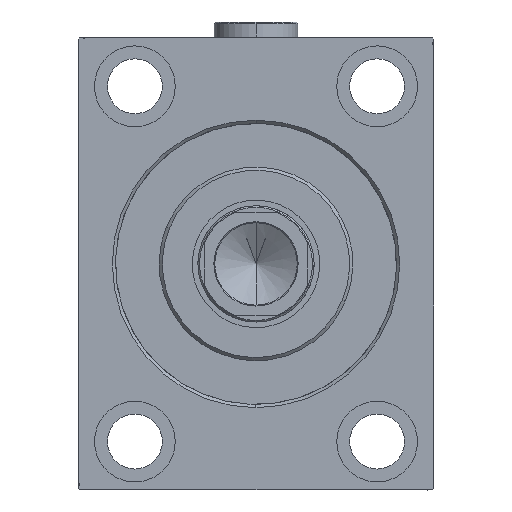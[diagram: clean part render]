
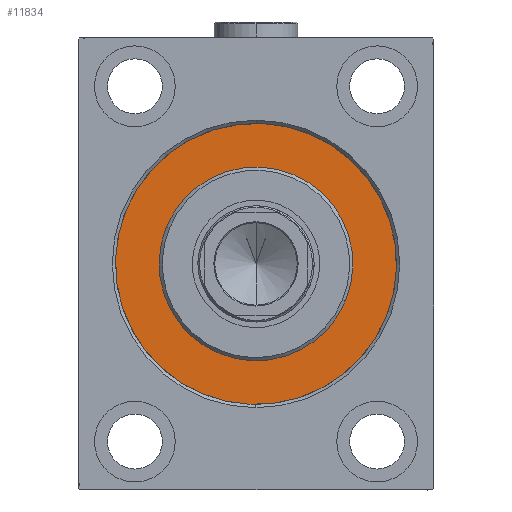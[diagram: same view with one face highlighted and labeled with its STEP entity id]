
A CAD part, left-side view. The second image highlights one B-rep face of the part: STEP entity #11834.
In plain terms, the highlighted face is planar.
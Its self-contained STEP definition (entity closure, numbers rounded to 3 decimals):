
#4062 = FACE_OUTER_BOUND ( 'NONE', #37500, .T. ) ;
#4332 = VERTEX_POINT ( 'NONE', #25086 ) ;
#4751 = CARTESIAN_POINT ( 'NONE',  ( 0., 0., 0. ) ) ;
#5613 = CARTESIAN_POINT ( 'NONE',  ( 0., 0., 0. ) ) ;
#7471 = VERTEX_POINT ( 'NONE', #12518 ) ;
#7586 = ORIENTED_EDGE ( 'NONE', *, *, #26470, .F. ) ;
#8191 = DIRECTION ( 'NONE',  ( -1., 0., 0. ) ) ;
#8521 = AXIS2_PLACEMENT_3D ( 'NONE', #38615, #45266, #41820 ) ;
#11405 = FACE_BOUND ( 'NONE', #17842, .T. ) ;
#11411 = CARTESIAN_POINT ( 'NONE',  ( 0., 0., 0. ) ) ;
#11834 = ADVANCED_FACE ( 'NONE', ( #11405, #4062 ), #28597, .F. ) ;
#12089 = DIRECTION ( 'NONE',  ( 0., 0., 1. ) ) ;
#12466 = VERTEX_POINT ( 'NONE', #33746 ) ;
#12518 = CARTESIAN_POINT ( 'NONE',  ( 0., 0., 43.5 ) ) ;
#14460 = ORIENTED_EDGE ( 'NONE', *, *, #24901, .F. ) ;
#15159 = VERTEX_POINT ( 'NONE', #26898 ) ;
#17842 = EDGE_LOOP ( 'NONE', ( #41707, #28552 ) ) ;
#18433 = CIRCLE ( 'NONE', #32344, 43.5 ) ;
#21371 = AXIS2_PLACEMENT_3D ( 'NONE', #11411, #39385, #28369 ) ;
#22232 = DIRECTION ( 'NONE',  ( 0., 0., 1. ) ) ;
#24901 = EDGE_CURVE ( 'NONE', #7471, #12466, #38878, .T. ) ;
#25086 = CARTESIAN_POINT ( 'NONE',  ( 0., 0., 30. ) ) ;
#26470 = EDGE_CURVE ( 'NONE', #12466, #7471, #18433, .T. ) ;
#26898 = CARTESIAN_POINT ( 'NONE',  ( 0., 0., -30. ) ) ;
#27825 = EDGE_CURVE ( 'NONE', #15159, #4332, #41142, .T. ) ;
#28369 = DIRECTION ( 'NONE',  ( 0., 0., -1. ) ) ;
#28552 = ORIENTED_EDGE ( 'NONE', *, *, #27825, .F. ) ;
#28597 = PLANE ( 'NONE',  #29900 ) ;
#29900 = AXIS2_PLACEMENT_3D ( 'NONE', #4751, #8191, #12089 ) ;
#32344 = AXIS2_PLACEMENT_3D ( 'NONE', #32771, #35299, #22232 ) ;
#32771 = CARTESIAN_POINT ( 'NONE',  ( 0., 0., 0. ) ) ;
#33131 = DIRECTION ( 'NONE',  ( -1., 0., 0. ) ) ;
#33746 = CARTESIAN_POINT ( 'NONE',  ( 0., 0., -43.5 ) ) ;
#35299 = DIRECTION ( 'NONE',  ( -1., 0., 0. ) ) ;
#37500 = EDGE_LOOP ( 'NONE', ( #7586, #14460 ) ) ;
#38065 = EDGE_CURVE ( 'NONE', #4332, #15159, #42183, .T. ) ;
#38615 = CARTESIAN_POINT ( 'NONE',  ( 0., 0., 0. ) ) ;
#38878 = CIRCLE ( 'NONE', #44740, 43.5 ) ;
#39385 = DIRECTION ( 'NONE',  ( 1., 0., 0. ) ) ;
#41142 = CIRCLE ( 'NONE', #21371, 30. ) ;
#41707 = ORIENTED_EDGE ( 'NONE', *, *, #38065, .F. ) ;
#41820 = DIRECTION ( 'NONE',  ( 0., 0., -1. ) ) ;
#42183 = CIRCLE ( 'NONE', #8521, 30. ) ;
#44141 = DIRECTION ( 'NONE',  ( 0., 0., 1. ) ) ;
#44740 = AXIS2_PLACEMENT_3D ( 'NONE', #5613, #33131, #44141 ) ;
#45266 = DIRECTION ( 'NONE',  ( 1., 0., 0. ) ) ;
